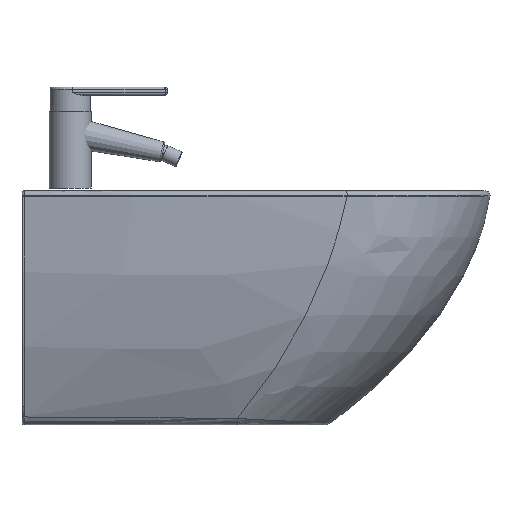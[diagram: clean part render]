
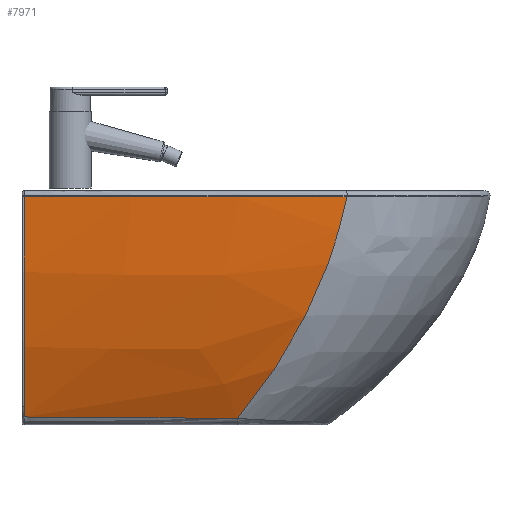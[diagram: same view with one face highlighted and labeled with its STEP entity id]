
A CAD part, front view. The second image highlights one B-rep face of the part: STEP entity #7971.
In plain terms, the highlighted free-form (B-spline) face has degree [3, 3] with [4, 4] control points.
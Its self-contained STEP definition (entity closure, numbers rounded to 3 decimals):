
#2666=CARTESIAN_POINT('',(2.035,123.734,-280.241));
#2667=VERTEX_POINT('',#2666);
#7296=CARTESIAN_POINT('',(-397.814,182.5,-7.));
#7297=VERTEX_POINT('',#7296);
#7645=CARTESIAN_POINT('',(-261.877,124.28,-281.922));
#7646=VERTEX_POINT('',#7645);
#7657=CARTESIAN_POINT('',(-261.877,124.28,-281.922));
#7658=CARTESIAN_POINT('',(-224.16,124.307,-281.982));
#7659=CARTESIAN_POINT('',(-136.201,124.289,-281.845));
#7660=CARTESIAN_POINT('',(-48.228,124.074,-281.014));
#7661=CARTESIAN_POINT('',(2.035,123.734,-280.241));
#7662=B_SPLINE_CURVE_WITH_KNOTS('',3,(#7657,#7658,#7659,#7660,#7661),.UNSPECIFIED.,.F.,.U.,(4,1,4),(-26.668,-15.36,-0.296),.UNSPECIFIED.);
#7663=EDGE_CURVE('',#7646,#2667,#7662,.T.);
#7920=CARTESIAN_POINT('',(-261.818,124.243,-281.992));
#7921=CARTESIAN_POINT('',(-173.452,124.379,-281.992));
#7922=CARTESIAN_POINT('',(-85.078,123.985,-281.992));
#7923=CARTESIAN_POINT('',(3.236,123.065,-281.992));
#7924=CARTESIAN_POINT('',(-331.99,167.639,-198.386));
#7925=CARTESIAN_POINT('',(-220.238,169.185,-198.386));
#7926=CARTESIAN_POINT('',(-108.392,164.764,-198.386));
#7927=CARTESIAN_POINT('',(2.78,154.412,-198.386));
#7928=CARTESIAN_POINT('',(-377.322,187.058,-106.722));
#7929=CARTESIAN_POINT('',(-250.501,189.903,-106.722));
#7930=CARTESIAN_POINT('',(-123.491,183.682,-106.722));
#7931=CARTESIAN_POINT('',(2.484,168.453,-106.722));
#7932=CARTESIAN_POINT('',(-397.814,182.5,-7.));
#7933=CARTESIAN_POINT('',(-264.242,186.539,-7.));
#7934=CARTESIAN_POINT('',(-130.374,180.748,-7.));
#7935=CARTESIAN_POINT('',(2.349,165.187,-7.));
#7936=B_SPLINE_SURFACE_WITH_KNOTS('',3,3,((#7920,#7924,#7928,#7932),(#7921,#7925,#7929,#7933),(#7922,#7926,#7930,#7934),(#7923,#7927,#7931,#7935)),.UNSPECIFIED.,.F.,.F.,.U.,(4,4),(4,4),(0.0,0.993),(0.031,1.0),.UNSPECIFIED.);
#7937=CARTESIAN_POINT('',(2.349,165.187,-7.));
#7938=VERTEX_POINT('',#7937);
#7939=CARTESIAN_POINT('',(2.035,123.734,-280.241));
#7940=CARTESIAN_POINT('',(2.099,130.669,-261.643));
#7941=CARTESIAN_POINT('',(2.164,138.735,-236.349));
#7942=CARTESIAN_POINT('',(2.236,148.47,-197.758));
#7943=CARTESIAN_POINT('',(2.273,153.79,-171.759));
#7944=CARTESIAN_POINT('',(2.3,157.97,-145.631));
#7945=CARTESIAN_POINT('',(2.328,162.279,-112.837));
#7946=CARTESIAN_POINT('',(2.349,165.802,-66.561));
#7947=CARTESIAN_POINT('',(2.351,165.838,-26.809));
#7948=CARTESIAN_POINT('',(2.349,165.187,-7.));
#7949=CARTESIAN_POINT('',(2.349,165.187,-7.));
#7950=CARTESIAN_POINT('',(2.349,165.187,-7.));
#7951=B_SPLINE_CURVE_WITH_KNOTS('',3,(#7939,#7940,#7941,#7942,#7943,#7944,#7945,#7946,#7947,#7948,#7949,#7950),.UNSPECIFIED.,.F.,.U.,(4,1,1,1,1,1,1,2,4),(-27.654,-21.728,-19.753,-15.802,-13.827,-11.852,-5.926,0.0,0.),.UNSPECIFIED.);
#7952=EDGE_CURVE('',#2667,#7938,#7951,.T.);
#7953=ORIENTED_EDGE('',*,*,#7952,.F.);
#7954=ORIENTED_EDGE('',*,*,#7663,.F.);
#7955=CARTESIAN_POINT('',(-261.877,124.28,-281.922));
#7956=CARTESIAN_POINT('',(-332.016,167.65,-198.335));
#7957=CARTESIAN_POINT('',(-377.328,187.057,-106.694));
#7958=CARTESIAN_POINT('',(-397.814,182.5,-7.));
#7959=B_SPLINE_CURVE_WITH_KNOTS('',3,(#7955,#7956,#7957,#7958),.UNSPECIFIED.,.F.,.U.,(4,4),(0.031,1.0),.UNSPECIFIED.);
#7960=EDGE_CURVE('',#7646,#7297,#7959,.T.);
#7961=ORIENTED_EDGE('',*,*,#7960,.T.);
#7962=CARTESIAN_POINT('',(-315.344,-2544.508,-7.));
#7963=DIRECTION('',(0.0,0.0,1.));
#7964=DIRECTION('',(0.117,0.993,0.0));
#7965=AXIS2_PLACEMENT_3D('',#7962,#7963,#7964);
#7966=CIRCLE('',#7965,2728.255);
#7967=EDGE_CURVE('',#7938,#7297,#7966,.T.);
#7968=ORIENTED_EDGE('',*,*,#7967,.F.);
#7969=EDGE_LOOP('',(#7953,#7954,#7961,#7968));
#7970=FACE_OUTER_BOUND('',#7969,.T.);
#7971=ADVANCED_FACE('',(#7970),#7936,.F.);
